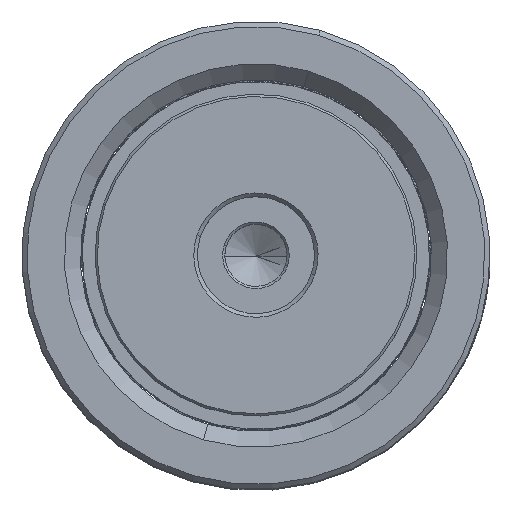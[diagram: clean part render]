
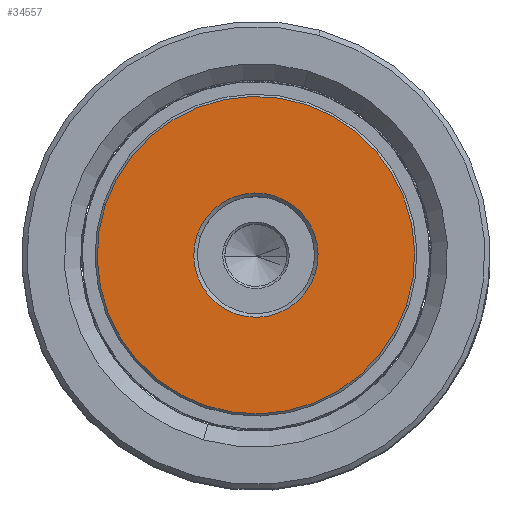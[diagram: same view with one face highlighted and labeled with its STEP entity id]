
A CAD part, top view. The second image highlights one B-rep face of the part: STEP entity #34557.
In plain terms, the highlighted face is planar.
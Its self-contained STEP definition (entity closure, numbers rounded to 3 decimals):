
#730 = CARTESIAN_POINT ( 'NONE',  ( 0., 0., 0. ) ) ;
#1409 = DIRECTION ( 'NONE',  ( 1., 0., 0. ) ) ;
#2053 = EDGE_CURVE ( 'NONE', #19114, #22664, #31869, .T. ) ;
#3075 = DIRECTION ( 'NONE',  ( 1., 0., 0. ) ) ;
#3097 = CARTESIAN_POINT ( 'NONE',  ( 0., 0., 0. ) ) ;
#6237 = ORIENTED_EDGE ( 'NONE', *, *, #2053, .T. ) ;
#6458 = FACE_OUTER_BOUND ( 'NONE', #15120, .T. ) ;
#7084 = DIRECTION ( 'NONE',  ( 0., 0., 1. ) ) ;
#7810 = DIRECTION ( 'NONE',  ( 0., 0., 1. ) ) ;
#9525 = DIRECTION ( 'NONE',  ( 0., 0., 1. ) ) ;
#10619 = FACE_BOUND ( 'NONE', #36333, .T. ) ;
#10689 = AXIS2_PLACEMENT_3D ( 'NONE', #19971, #7810, #19738 ) ;
#11965 = ORIENTED_EDGE ( 'NONE', *, *, #22558, .T. ) ;
#15120 = EDGE_LOOP ( 'NONE', ( #6237, #11965 ) ) ;
#16144 = CARTESIAN_POINT ( 'NONE',  ( 0., 0., 0. ) ) ;
#17466 = CIRCLE ( 'NONE', #22273, 21.7 ) ;
#19114 = VERTEX_POINT ( 'NONE', #24930 ) ;
#19738 = DIRECTION ( 'NONE',  ( 1., 0., 0. ) ) ;
#19971 = CARTESIAN_POINT ( 'NONE',  ( 0., 0., 0. ) ) ;
#20041 = ORIENTED_EDGE ( 'NONE', *, *, #32906, .T. ) ;
#20926 = DIRECTION ( 'NONE',  ( 0., 0., -1. ) ) ;
#21450 = CIRCLE ( 'NONE', #32463, 8.5 ) ;
#22273 = AXIS2_PLACEMENT_3D ( 'NONE', #3097, #20926, #26611 ) ;
#22558 = EDGE_CURVE ( 'NONE', #22664, #19114, #17466, .T. ) ;
#22664 = VERTEX_POINT ( 'NONE', #35519 ) ;
#22912 = CARTESIAN_POINT ( 'NONE',  ( 0., 0., 0. ) ) ;
#24065 = VERTEX_POINT ( 'NONE', #25358 ) ;
#24370 = EDGE_CURVE ( 'NONE', #24065, #34231, #21450, .T. ) ;
#24930 = CARTESIAN_POINT ( 'NONE',  ( 21.7, 0., 0. ) ) ;
#25358 = CARTESIAN_POINT ( 'NONE',  ( -8.5, 0., 0. ) ) ;
#25437 = AXIS2_PLACEMENT_3D ( 'NONE', #22912, #25770, #28902 ) ;
#25770 = DIRECTION ( 'NONE',  ( 0., 0., -1. ) ) ;
#26611 = DIRECTION ( 'NONE',  ( 1., 0., 0. ) ) ;
#26970 = ORIENTED_EDGE ( 'NONE', *, *, #24370, .T. ) ;
#28616 = CIRCLE ( 'NONE', #10689, 8.5 ) ;
#28902 = DIRECTION ( 'NONE',  ( 1., 0., 0. ) ) ;
#31869 = CIRCLE ( 'NONE', #25437, 21.7 ) ;
#32463 = AXIS2_PLACEMENT_3D ( 'NONE', #16144, #7084, #1409 ) ;
#32906 = EDGE_CURVE ( 'NONE', #34231, #24065, #28616, .T. ) ;
#33168 = CARTESIAN_POINT ( 'NONE',  ( 8.5, 0., 0. ) ) ;
#33498 = AXIS2_PLACEMENT_3D ( 'NONE', #730, #9525, #3075 ) ;
#34231 = VERTEX_POINT ( 'NONE', #33168 ) ;
#34557 = ADVANCED_FACE ( 'NONE', ( #6458, #10619 ), #36143, .F. ) ;
#35519 = CARTESIAN_POINT ( 'NONE',  ( -21.7, 0., 0. ) ) ;
#36143 = PLANE ( 'NONE',  #33498 ) ;
#36333 = EDGE_LOOP ( 'NONE', ( #26970, #20041 ) ) ;
